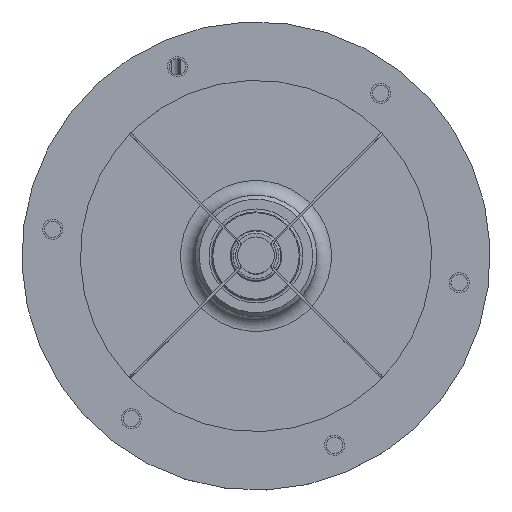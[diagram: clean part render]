
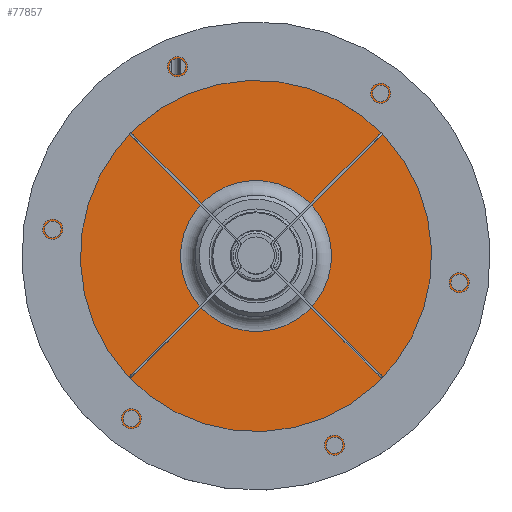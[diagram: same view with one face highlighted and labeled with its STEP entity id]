
A CAD part, top view. The second image highlights one B-rep face of the part: STEP entity #77857.
In plain terms, the highlighted face is planar.
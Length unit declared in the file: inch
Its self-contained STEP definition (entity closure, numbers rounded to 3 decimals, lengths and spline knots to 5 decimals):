
#77745=CARTESIAN_POINT('',(-0.09,1.2897,0.0));
#77746=VERTEX_POINT('',#77745);
#77747=CARTESIAN_POINT('',(-0.09,0.,0.0));
#77748=DIRECTION('',(-1.0,0.0,0.0));
#77749=DIRECTION('',(0.0,0.0,-1.0));
#77750=AXIS2_PLACEMENT_3D('',#77747,#77748,#77749);
#77751=CIRCLE('',#77750,1.2897);
#77752=EDGE_CURVE('',#77746,#77746,#77751,.T.);
#77772=CARTESIAN_POINT('',(-0.09,0.0,0.0));
#77773=DIRECTION('',(-1.0,0.0,0.0));
#77774=DIRECTION('',(0.0,0.0,1.0));
#77775=AXIS2_PLACEMENT_3D('',#77772,#77773,#77774);
#77776=PLANE('',#77775);
#77777=CARTESIAN_POINT('',(-0.09,4.0,0.));
#77778=VERTEX_POINT('',#77777);
#77779=CARTESIAN_POINT('',(-0.09,0.0,0.0));
#77780=DIRECTION('',(1.0,0.0,0.0));
#77781=DIRECTION('',(0.0,-1.0,0.0));
#77782=AXIS2_PLACEMENT_3D('',#77779,#77780,#77781);
#77783=CIRCLE('',#77782,4.0);
#77784=EDGE_CURVE('',#77778,#77778,#77783,.T.);
#77785=ORIENTED_EDGE('',*,*,#77784,.F.);
#77786=EDGE_LOOP('',(#77785));
#77787=FACE_OUTER_BOUND('',#77786,.T.);
#77788=CARTESIAN_POINT('',(-0.09,3.03109,1.89063));
#77789=VERTEX_POINT('',#77788);
#77790=CARTESIAN_POINT('',(-0.09,3.03109,1.75));
#77791=DIRECTION('',(1.0,0.0,0.0));
#77792=DIRECTION('',(0.0,0.0,-1.0));
#77793=AXIS2_PLACEMENT_3D('',#77790,#77791,#77792);
#77794=CIRCLE('',#77793,0.14063);
#77795=EDGE_CURVE('',#77789,#77789,#77794,.T.);
#77796=ORIENTED_EDGE('',*,*,#77795,.T.);
#77797=EDGE_LOOP('',(#77796));
#77798=FACE_BOUND('',#77797,.T.);
#77799=CARTESIAN_POINT('',(-0.09,3.03109,-1.60937));
#77800=VERTEX_POINT('',#77799);
#77801=CARTESIAN_POINT('',(-0.09,3.03109,-1.75));
#77802=DIRECTION('',(1.0,0.0,0.0));
#77803=DIRECTION('',(0.0,0.0,-1.0));
#77804=AXIS2_PLACEMENT_3D('',#77801,#77802,#77803);
#77805=CIRCLE('',#77804,0.14063);
#77806=EDGE_CURVE('',#77800,#77800,#77805,.T.);
#77807=ORIENTED_EDGE('',*,*,#77806,.T.);
#77808=EDGE_LOOP('',(#77807));
#77809=FACE_BOUND('',#77808,.T.);
#77810=CARTESIAN_POINT('',(-0.09,0.,-3.35938));
#77811=VERTEX_POINT('',#77810);
#77812=CARTESIAN_POINT('',(-0.09,0.,-3.5));
#77813=DIRECTION('',(1.0,0.0,0.0));
#77814=DIRECTION('',(0.0,0.0,-1.0));
#77815=AXIS2_PLACEMENT_3D('',#77812,#77813,#77814);
#77816=CIRCLE('',#77815,0.14063);
#77817=EDGE_CURVE('',#77811,#77811,#77816,.T.);
#77818=ORIENTED_EDGE('',*,*,#77817,.T.);
#77819=EDGE_LOOP('',(#77818));
#77820=FACE_BOUND('',#77819,.T.);
#77821=CARTESIAN_POINT('',(-0.09,-3.03109,-1.60938));
#77822=VERTEX_POINT('',#77821);
#77823=CARTESIAN_POINT('',(-0.09,-3.03109,-1.75));
#77824=DIRECTION('',(1.0,0.0,0.0));
#77825=DIRECTION('',(0.0,0.0,-1.0));
#77826=AXIS2_PLACEMENT_3D('',#77823,#77824,#77825);
#77827=CIRCLE('',#77826,0.14063);
#77828=EDGE_CURVE('',#77822,#77822,#77827,.T.);
#77829=ORIENTED_EDGE('',*,*,#77828,.T.);
#77830=EDGE_LOOP('',(#77829));
#77831=FACE_BOUND('',#77830,.T.);
#77832=CARTESIAN_POINT('',(-0.09,-3.03109,1.89062));
#77833=VERTEX_POINT('',#77832);
#77834=CARTESIAN_POINT('',(-0.09,-3.03109,1.75));
#77835=DIRECTION('',(1.0,0.0,0.0));
#77836=DIRECTION('',(0.0,0.0,-1.0));
#77837=AXIS2_PLACEMENT_3D('',#77834,#77835,#77836);
#77838=CIRCLE('',#77837,0.14063);
#77839=EDGE_CURVE('',#77833,#77833,#77838,.T.);
#77840=ORIENTED_EDGE('',*,*,#77839,.T.);
#77841=EDGE_LOOP('',(#77840));
#77842=FACE_BOUND('',#77841,.T.);
#77843=CARTESIAN_POINT('',(-0.09,0.,3.64063));
#77844=VERTEX_POINT('',#77843);
#77845=CARTESIAN_POINT('',(-0.09,0.0,3.5));
#77846=DIRECTION('',(1.0,0.0,0.0));
#77847=DIRECTION('',(0.0,0.0,-1.0));
#77848=AXIS2_PLACEMENT_3D('',#77845,#77846,#77847);
#77849=CIRCLE('',#77848,0.14063);
#77850=EDGE_CURVE('',#77844,#77844,#77849,.T.);
#77851=ORIENTED_EDGE('',*,*,#77850,.T.);
#77852=EDGE_LOOP('',(#77851));
#77853=FACE_BOUND('',#77852,.T.);
#77854=ORIENTED_EDGE('',*,*,#77752,.F.);
#77855=EDGE_LOOP('',(#77854));
#77856=FACE_BOUND('',#77855,.T.);
#77857=ADVANCED_FACE('',(#77787,#77798,#77809,#77820,#77831,#77842,#77853,#77856),#77776,.T.);
